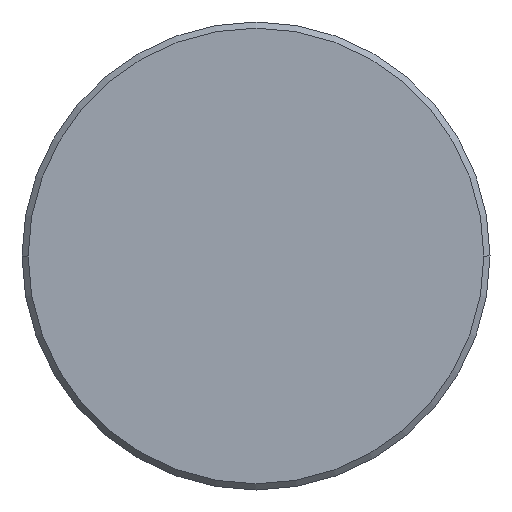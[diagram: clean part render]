
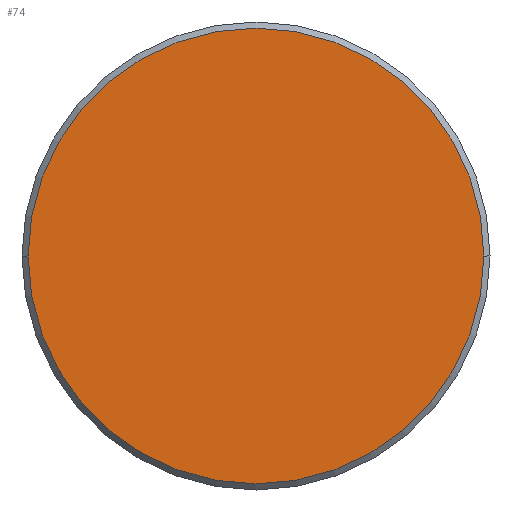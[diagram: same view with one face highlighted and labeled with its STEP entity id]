
A CAD part, left-side view. The second image highlights one B-rep face of the part: STEP entity #74.
In plain terms, the highlighted planar face has unit normal (-1, 0, 0).
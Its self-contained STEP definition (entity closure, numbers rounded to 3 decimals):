
#51=CARTESIAN_POINT('Axis2P3D Location',(0.,0.,0.)) ;
#56=CARTESIAN_POINT('Axis2P3D Location',(0.,0.,0.)) ;
#60=CARTESIAN_POINT('Vertex',(0.,18.5,0.)) ;
#62=CARTESIAN_POINT('Vertex',(0.,-18.5,0.)) ;
#65=CARTESIAN_POINT('Axis2P3D Location',(0.,0.,0.)) ;
#52=DIRECTION('Axis2P3D Direction',(1.,0.,0.)) ;
#53=DIRECTION('Axis2P3D XDirection',(0.,1.,0.)) ;
#57=DIRECTION('Axis2P3D Direction',(1.,0.,0.)) ;
#66=DIRECTION('Axis2P3D Direction',(1.,0.,0.)) ;
#54=AXIS2_PLACEMENT_3D('Plane Axis2P3D',#51,#52,#53) ;
#58=AXIS2_PLACEMENT_3D('Circle Axis2P3D',#56,#57,$) ;
#67=AXIS2_PLACEMENT_3D('Circle Axis2P3D',#65,#66,$) ;
#71=ORIENTED_EDGE('',*,*,#64,.F.) ;
#72=ORIENTED_EDGE('',*,*,#69,.F.) ;
#74=ADVANCED_FACE('PartBody',(#73),#55,.F.) ;
#59=CIRCLE('generated circle',#58,18.5) ;
#68=CIRCLE('generated circle',#67,18.5) ;
#64=EDGE_CURVE('',#61,#63,#59,.T.) ;
#69=EDGE_CURVE('',#63,#61,#68,.T.) ;
#70=EDGE_LOOP('',(#71,#72)) ;
#73=FACE_OUTER_BOUND('',#70,.T.) ;
#55=PLANE('',#54) ;
#61=VERTEX_POINT('',#60) ;
#63=VERTEX_POINT('',#62) ;
